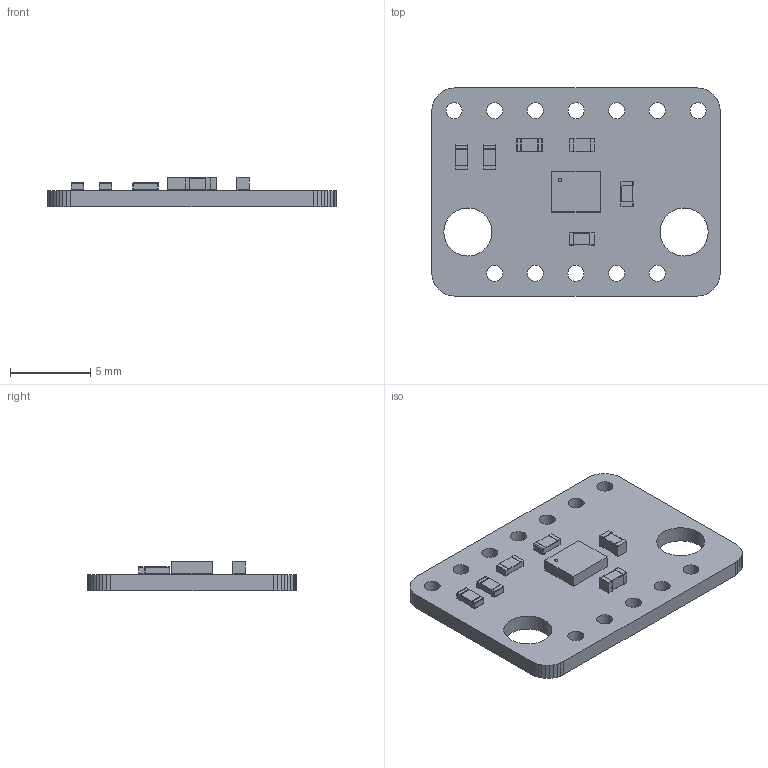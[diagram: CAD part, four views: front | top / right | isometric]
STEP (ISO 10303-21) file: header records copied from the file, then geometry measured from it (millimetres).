
FILE_DESCRIPTION(('FreeCAD Model'),'2;1');
FILE_NAME('Open CASCADE Shape Model','2023-12-29T00:02:36',('Author'),( ''),'Open CASCADE STEP processor 7.6','FreeCAD','Unknown');
FILE_SCHEMA(('AUTOMOTIVE_DESIGN { 1 0 10303 214 1 1 1 1 }'));
Length unit declared in the file: millimetre
Products named in the file (8): model 1; Bosch_LGA-14_3x2.5mm_P0.5mm; SOLID; R_0603_1608Metric; SOLID001; C_0603_1608Metric; SOLID002; LSM6DSV Module PCB
Assembly tree (11 placements, depth 3):
  model 1
    Bosch_LGA-14_3x2.5mm_P0.5mm
      SOLID
    R_0603_1608Metric  x4
      SOLID001
    C_0603_1608Metric  x2
      SOLID002
    LSM6DSV Module PCB
Bounding box: 18 x 13 x 1.85 mm (x, y, z)
Volume: 218.4 mm3; surface area: 588.7 mm2
Topology: 8 solids, 8 shells, 294 faces, 761 edges, 502 vertices
Faces by surface type: plane 223, cylinder 71
Full cylindrical faces by diameter (mm): 0.2 x1, 1 x12, 3 x2
Entity records: 6858 total; most frequent: CARTESIAN_POINT 1007, ORIENTED_EDGE 970, DIRECTION 955, EDGE_CURVE 485, LINE 415, VECTOR 415, VERTEX_POINT 322, AXIS2_PLACEMENT_3D 270
